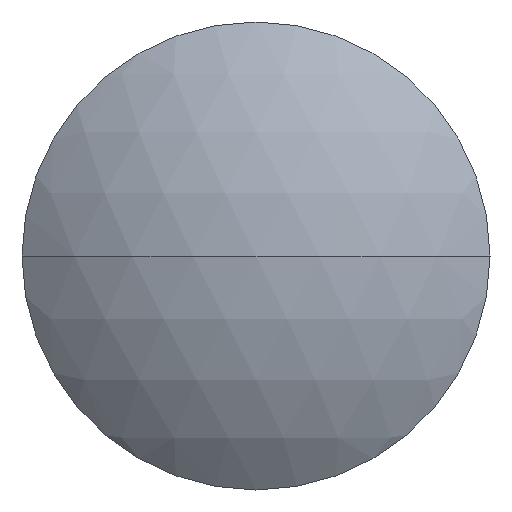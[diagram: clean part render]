
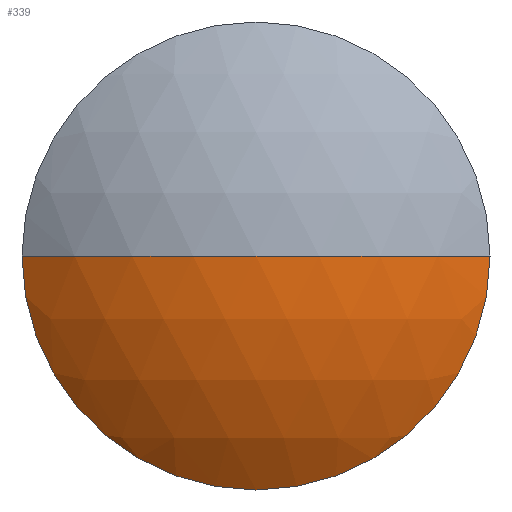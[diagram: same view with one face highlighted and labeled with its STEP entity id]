
A CAD part, left-side view. The second image highlights one B-rep face of the part: STEP entity #339.
In plain terms, the highlighted spherical face has radius 38.557 mm.
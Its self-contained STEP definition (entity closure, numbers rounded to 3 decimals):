
#27 = CARTESIAN_POINT ( 'NONE',  ( -2.5, -24.15, 0. ) ) ;
#33 = CIRCLE ( 'NONE', #513, 24.15 ) ;
#37 = DIRECTION ( 'NONE',  ( 0., 0., 1. ) ) ;
#40 = EDGE_CURVE ( 'NONE', #569, #174, #325, .T. ) ;
#61 = CIRCLE ( 'NONE', #128, 24.15 ) ;
#68 = EDGE_LOOP ( 'NONE', ( #471, #442, #377, #384 ) ) ;
#85 = DIRECTION ( 'NONE',  ( 0., 1., 0. ) ) ;
#91 = CIRCLE ( 'NONE', #599, 38.557 ) ;
#110 = EDGE_CURVE ( 'NONE', #569, #203, #61, .T. ) ;
#117 = VERTEX_POINT ( 'NONE', #27 ) ;
#127 = CARTESIAN_POINT ( 'NONE',  ( -2.5, 0., 0. ) ) ;
#128 = AXIS2_PLACEMENT_3D ( 'NONE', #127, #547, #592 ) ;
#149 = FACE_OUTER_BOUND ( 'NONE', #68, .T. ) ;
#174 = VERTEX_POINT ( 'NONE', #313 ) ;
#203 = VERTEX_POINT ( 'NONE', #441 ) ;
#210 = DIRECTION ( 'NONE',  ( 0., 1., 0. ) ) ;
#226 = CARTESIAN_POINT ( 'NONE',  ( -2.5, 0., 0. ) ) ;
#292 = AXIS2_PLACEMENT_3D ( 'NONE', #349, #308, #527 ) ;
#308 = DIRECTION ( 'NONE',  ( 0., 0., 1. ) ) ;
#313 = CARTESIAN_POINT ( 'NONE',  ( -11., 0., 0. ) ) ;
#325 = CIRCLE ( 'NONE', #292, 38.557 ) ;
#339 = ADVANCED_FACE ( 'NONE', ( #149 ), #596, .T. ) ;
#349 = CARTESIAN_POINT ( 'NONE',  ( 27.557, 0., 0. ) ) ;
#377 = ORIENTED_EDGE ( 'NONE', *, *, #567, .T. ) ;
#384 = ORIENTED_EDGE ( 'NONE', *, *, #40, .F. ) ;
#434 = DIRECTION ( 'NONE',  ( 0., 0., -1. ) ) ;
#441 = CARTESIAN_POINT ( 'NONE',  ( -2.5, 0., -24.15 ) ) ;
#442 = ORIENTED_EDGE ( 'NONE', *, *, #459, .T. ) ;
#450 = CARTESIAN_POINT ( 'NONE',  ( 27.557, 0., 0. ) ) ;
#459 = EDGE_CURVE ( 'NONE', #203, #117, #33, .T. ) ;
#471 = ORIENTED_EDGE ( 'NONE', *, *, #110, .T. ) ;
#473 = AXIS2_PLACEMENT_3D ( 'NONE', #450, #546, #85 ) ;
#477 = CARTESIAN_POINT ( 'NONE',  ( 27.557, 0., 0. ) ) ;
#513 = AXIS2_PLACEMENT_3D ( 'NONE', #226, #582, #37 ) ;
#527 = DIRECTION ( 'NONE',  ( 1., 0., 0. ) ) ;
#546 = DIRECTION ( 'NONE',  ( 0., 0., -1. ) ) ;
#547 = DIRECTION ( 'NONE',  ( -1., 0., 0. ) ) ;
#567 = EDGE_CURVE ( 'NONE', #117, #174, #91, .T. ) ;
#569 = VERTEX_POINT ( 'NONE', #572 ) ;
#572 = CARTESIAN_POINT ( 'NONE',  ( -2.5, 24.15, 0. ) ) ;
#582 = DIRECTION ( 'NONE',  ( -1., 0., 0. ) ) ;
#592 = DIRECTION ( 'NONE',  ( 0., 0., 1. ) ) ;
#596 = SPHERICAL_SURFACE ( 'NONE', #473, 38.557 ) ;
#599 = AXIS2_PLACEMENT_3D ( 'NONE', #477, #434, #210 ) ;
